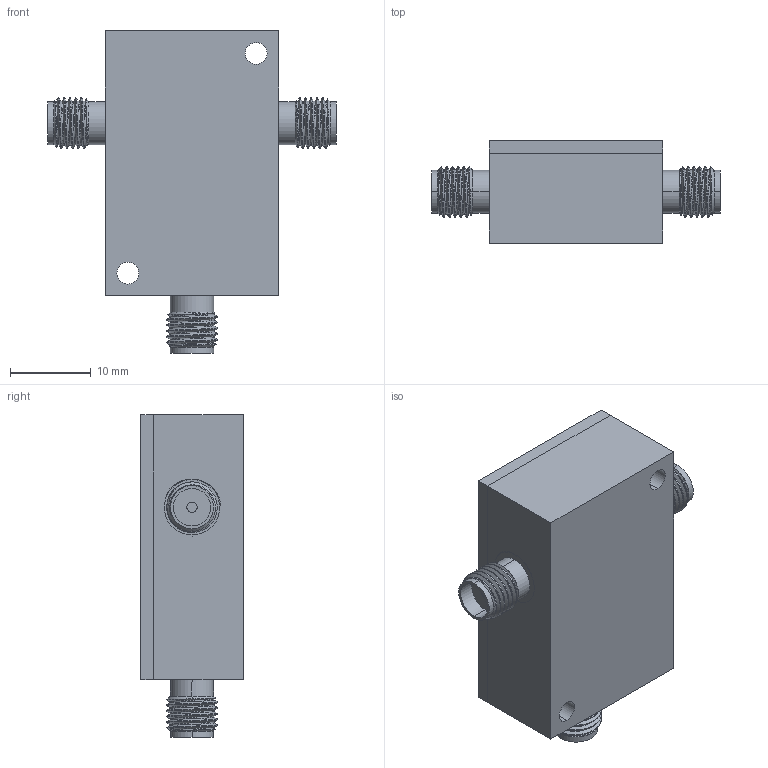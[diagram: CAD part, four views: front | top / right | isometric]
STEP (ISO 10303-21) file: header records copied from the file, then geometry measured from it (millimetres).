
FILE_DESCRIPTION (( 'STEP AP214' ), '1' );
FILE_NAME ('FMBT1653_3D.STEP', '2022-06-26T06:19:50', ( '' ), ( '' ), 'SwSTEP 2.0', 'SolidWorks 2021', '' );
FILE_SCHEMA (( 'AUTOMOTIVE_DESIGN' ));
Length unit declared in the file: inch
Products named in the file (5): Copy of 120-0049^PE1653; FMBT1653_3D; Copy of 120-0051-02^PE1653; Copy of 010-2002-00_010-2002-00^PE1653; Copy of B FEMALE^PE1653
Assembly tree (7 placements, depth 2):
  FMBT1653_3D
    Copy of 120-0049^PE1653
    Copy of B FEMALE^PE1653  x3
    Copy of 120-0051-02^PE1653
    Copy of 010-2002-00_010-2002-00^PE1653  x2
Bounding box: 35.69 x 12.7 x 39.88 mm (x, y, z)
Volume: 9613.7 mm3; surface area: 5669 mm2
Topology: 7 solids, 7 shells, 379 faces, 943 edges, 585 vertices
Faces by surface type: cylinder 160, cone 138, plane 63, bspline 18
Entity records: 7525 total; most frequent: CARTESIAN_POINT 3282, ORIENTED_EDGE 884, DIRECTION 783, EDGE_CURVE 442, AXIS2_PLACEMENT_3D 303, VERTEX_POINT 275, EDGE_LOOP 197, FACE_OUTER_BOUND 180
